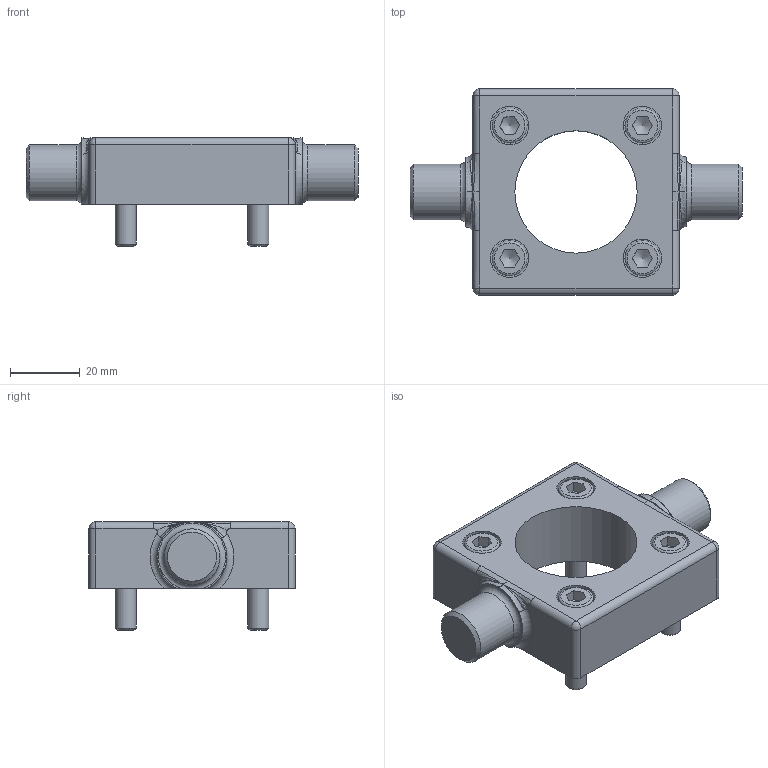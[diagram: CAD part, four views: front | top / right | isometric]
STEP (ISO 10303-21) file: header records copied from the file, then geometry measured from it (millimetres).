
FILE_DESCRIPTION(/* description */ (''),/* implementation_level */ '2;1');
FILE_NAME(/* name */ 'CAD_69083.stp',/* time_stamp */ '2016-06-07T16:00:27+02:00',/* author */ ('Hypex'),/* organization */ ('Hypex'),/* preprocessor_version */ 'ST-DEVELOPER v16.1',/* originating_system */ 'Autodesk Inventor 2016',/* authorisation */ '');
FILE_SCHEMA (('AUTOMOTIVE_DESIGN { 1 0 10303 214 3 1 1 }'));
Length unit declared in the file: millimetre
Products named in the file (1): CAD_69083
Bounding box: 95 x 59 x 31 mm (x, y, z)
Volume: 55674.7 mm3; surface area: 17729 mm2
Topology: 1 solids, 1 shells, 125 faces, 279 edges, 172 vertices
Faces by surface type: plane 52, cylinder 29, bspline 16, torus 14, cone 10, sphere 4
Full cylindrical faces by diameter (mm): 6 x4, 6.6 x4, 10 x4, 11 x4, 16 x2, 35 x1
Entity records: 4859 total; most frequent: CARTESIAN_POINT 2212, DIRECTION 498, ORIENTED_EDGE 468, EDGE_CURVE 234, AXIS2_PLACEMENT_3D 208, EDGE_LOOP 182, VERTEX_POINT 166, STYLED_ITEM 126
